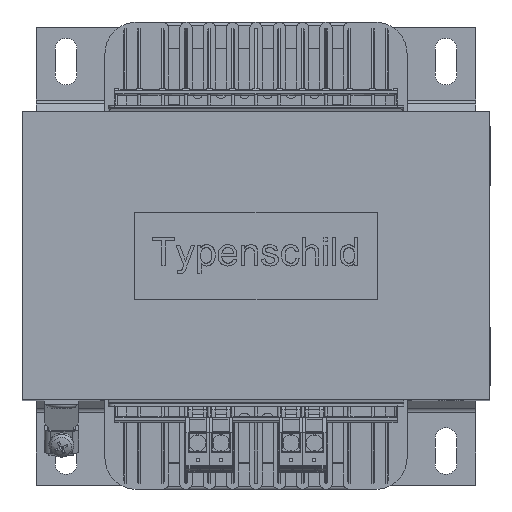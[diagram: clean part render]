
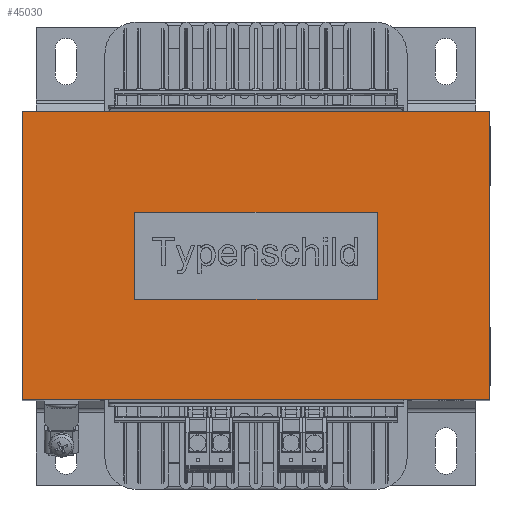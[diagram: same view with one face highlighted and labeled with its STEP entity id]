
A CAD part, top view. The second image highlights one B-rep face of the part: STEP entity #45030.
In plain terms, the highlighted planar face has unit normal (0, 0, 1).
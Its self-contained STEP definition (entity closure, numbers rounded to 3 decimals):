
#912=PLANE('',#47851);
#2694=FACE_OUTER_BOUND('',#5173,.T.);
#5173=EDGE_LOOP('',(#31235,#31236,#31237,#31238));
#7753=LINE('',#64286,#13232);
#7758=LINE('',#64295,#13237);
#7762=LINE('',#64303,#13241);
#7763=LINE('',#64305,#13242);
#13232=VECTOR('',#51610,10.);
#13237=VECTOR('',#51617,10.);
#13241=VECTOR('',#51625,10.);
#13242=VECTOR('',#51628,10.);
#19714=VERTEX_POINT('',#64282);
#19716=VERTEX_POINT('',#64285);
#19718=VERTEX_POINT('',#64291);
#19721=VERTEX_POINT('',#64301);
#24194=EDGE_CURVE('',#19716,#19714,#7753,.T.);
#24199=EDGE_CURVE('',#19718,#19716,#7758,.T.);
#24203=EDGE_CURVE('',#19714,#19721,#7762,.T.);
#24204=EDGE_CURVE('',#19721,#19718,#7763,.T.);
#31235=ORIENTED_EDGE('',*,*,#24204,.T.);
#31236=ORIENTED_EDGE('',*,*,#24199,.T.);
#31237=ORIENTED_EDGE('',*,*,#24194,.T.);
#31238=ORIENTED_EDGE('',*,*,#24203,.T.);
#45030=ADVANCED_FACE('',(#2694),#912,.T.);
#47851=AXIS2_PLACEMENT_3D('',#64304,#51626,#51627);
#51610=DIRECTION('',(1.,0.,0.));
#51617=DIRECTION('',(0.,-1.,0.));
#51625=DIRECTION('',(0.,1.,0.));
#51626=DIRECTION('center_axis',(0.,0.,1.));
#51627=DIRECTION('ref_axis',(1.,0.,0.));
#51628=DIRECTION('',(-1.,0.,0.));
#64282=CARTESIAN_POINT('',(75.,-46.3,62.5));
#64285=CARTESIAN_POINT('',(-75.,-46.3,62.5));
#64286=CARTESIAN_POINT('',(75.,-46.3,62.5));
#64291=CARTESIAN_POINT('',(-75.,46.3,62.5));
#64295=CARTESIAN_POINT('',(-75.,0.,62.5));
#64301=CARTESIAN_POINT('',(75.,46.3,62.5));
#64303=CARTESIAN_POINT('',(75.,0.,62.5));
#64304=CARTESIAN_POINT('Origin',(75.,0.,62.5));
#64305=CARTESIAN_POINT('',(75.,46.3,62.5));
